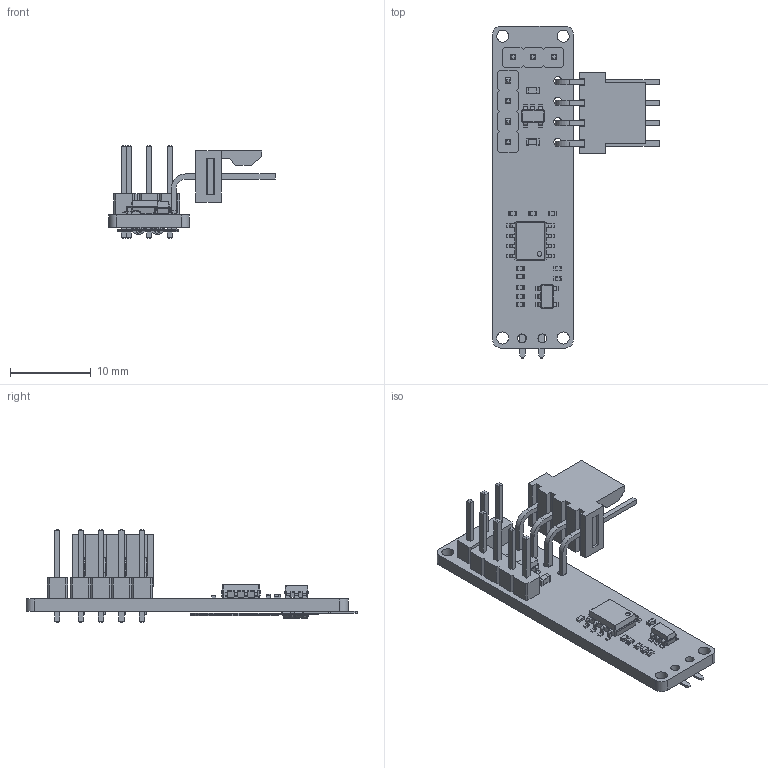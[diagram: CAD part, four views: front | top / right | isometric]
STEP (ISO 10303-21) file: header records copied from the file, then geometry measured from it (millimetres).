
FILE_DESCRIPTION(('KiCad electronic assembly'),'2;1');
FILE_NAME('FSR400_I2C.step','2025-06-24T11:03:39',('Pcbnew'),('Kicad'), 'Open CASCADE STEP processor 7.8','KiCad to STEP converter','Unknown' );
FILE_SCHEMA(('AUTOMOTIVE_DESIGN { 1 0 10303 214 1 1 1 1 }'));
Length unit declared in the file: millimetre
Products named in the file (21): FSR400_I2C 1; SOT-23-5; R_0402_1005Metric; PinHeader_1x03_P2.54mm_Vertical; LED_0402_1005Metric; C_0603_1608Metric; SOIC-8_3.9x4.9mm_P1.27mm; 022053041; SOLID; COMPOUND; C_0402_1005Metric; PinHeader_1x04_P2.54mm_Vertical; 34-47021 FSR 400 Short Tail; SolderTab; 34-47021 Conductor; 34-47021 Spacer; 34-47021 Semi Substrate; 34-47021 Rear Adhesive; 34-47021 Semi; 34-47021 Conductor Substrate; FSR400_I2C_PCB
Assembly tree (30 placements, depth 3):
  FSR400_I2C 1
    SOT-23-5  x2
    R_0402_1005Metric  x7
    PinHeader_1x03_P2.54mm_Vertical
    LED_0402_1005Metric
    C_0603_1608Metric  x2
    SOIC-8_3.9x4.9mm_P1.27mm
    022053041
      SOLID
      COMPOUND
    C_0402_1005Metric  x2
    PinHeader_1x04_P2.54mm_Vertical
    34-47021 FSR 400 Short Tail
      SolderTab  x2
      34-47021 Conductor
      34-47021 Spacer
      34-47021 Semi Substrate
      34-47021 Rear Adhesive
      34-47021 Semi
      34-47021 Conductor Substrate
    FSR400_I2C_PCB
Bounding box: 20.69 x 41.24 x 11.54 mm (x, y, z)
Volume: 1057.3 mm3; surface area: 2903.5 mm2
Topology: 47 solids, 47 shells, 1601 faces, 4063 edges, 2598 vertices
Faces by surface type: plane 1153, cylinder 326, bspline 122
Full cylindrical faces by diameter (mm): 0.6 x1, 1 x11, 1.1 x2, 1.5 x4
Entity records: 39839 total; most frequent: CARTESIAN_POINT 7016, ORIENTED_EDGE 6010, DIRECTION 5531, EDGE_CURVE 3005, LINE 2497, VECTOR 2497, VERTEX_POINT 1926, AXIS2_PLACEMENT_3D 1517
